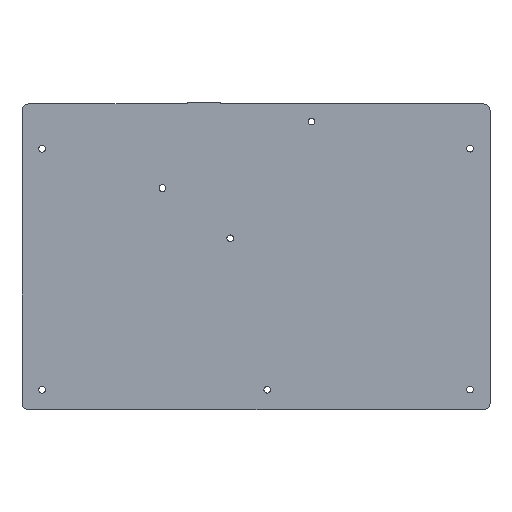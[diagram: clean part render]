
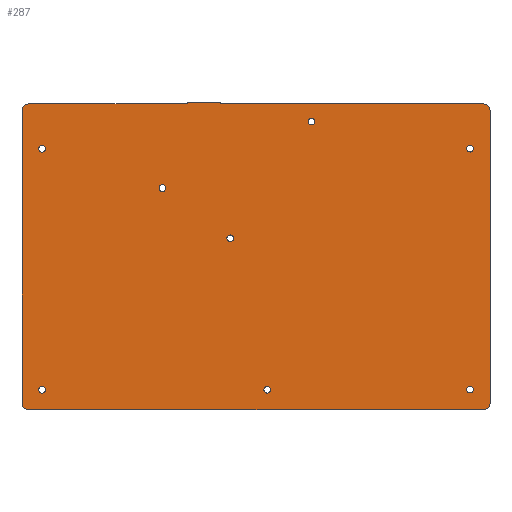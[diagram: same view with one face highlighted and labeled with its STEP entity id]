
A CAD part, top view. The second image highlights one B-rep face of the part: STEP entity #287.
In plain terms, the highlighted planar face has unit normal (0, 0, 1).
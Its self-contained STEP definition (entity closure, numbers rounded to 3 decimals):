
#27=CARTESIAN_POINT('',(181.09,90.075,-5.5));
#28=DIRECTION('',(0.,0.,-1.));
#29=DIRECTION('',(-1.,0.,0.));
#30=AXIS2_PLACEMENT_3D('',#27,#28,#29);
#31=PLANE('',#30);
#32=CARTESIAN_POINT('',(150.426,162.975,-5.5));
#33=VERTEX_POINT('',#32);
#34=CARTESIAN_POINT('',(151.32,163.775,-5.5));
#35=VERTEX_POINT('',#34);
#36=CARTESIAN_POINT('',(151.32,162.875,-5.5));
#37=DIRECTION('',(0.,0.,-1.));
#38=DIRECTION('',(-1.,0.,0.));
#39=AXIS2_PLACEMENT_3D('',#36,#37,#38);
#40=CIRCLE('',#39,0.9);
#41=EDGE_CURVE('',#33,#35,#40,.T.);
#42=ORIENTED_EDGE('',*,*,#41,.F.);
#43=CARTESIAN_POINT('',(79.89,162.975,-5.5));
#44=VERTEX_POINT('',#43);
#45=CARTESIAN_POINT('',(79.89,162.975,-5.5));
#46=DIRECTION('',(1.,0.,0.));
#47=VECTOR('',#46,70.535);
#48=LINE('',#45,#47);
#49=EDGE_CURVE('',#44,#33,#48,.T.);
#50=ORIENTED_EDGE('',*,*,#49,.F.);
#51=CARTESIAN_POINT('',(76.99,160.075,-5.5));
#52=VERTEX_POINT('',#51);
#53=CARTESIAN_POINT('',(79.89,160.075,-5.5));
#54=DIRECTION('',(0.,0.,-1.));
#55=DIRECTION('',(-1.,0.,0.));
#56=AXIS2_PLACEMENT_3D('',#53,#54,#55);
#57=CIRCLE('',#56,2.9);
#58=EDGE_CURVE('',#52,#44,#57,.T.);
#59=ORIENTED_EDGE('',*,*,#58,.F.);
#60=CARTESIAN_POINT('',(76.99,30.075,-5.5));
#61=VERTEX_POINT('',#60);
#62=CARTESIAN_POINT('',(76.99,30.075,-5.5));
#63=DIRECTION('',(-0.,1.,0.));
#64=VECTOR('',#63,130.);
#65=LINE('',#62,#64);
#66=EDGE_CURVE('',#61,#52,#65,.T.);
#67=ORIENTED_EDGE('',*,*,#66,.F.);
#68=CARTESIAN_POINT('',(79.89,27.175,-5.5));
#69=VERTEX_POINT('',#68);
#70=CARTESIAN_POINT('',(79.89,30.075,-5.5));
#71=DIRECTION('',(0.,0.,-1.));
#72=DIRECTION('',(-1.,0.,0.));
#73=AXIS2_PLACEMENT_3D('',#70,#71,#72);
#74=CIRCLE('',#73,2.9);
#75=EDGE_CURVE('',#69,#61,#74,.T.);
#76=ORIENTED_EDGE('',*,*,#75,.F.);
#77=CARTESIAN_POINT('',(281.89,27.175,-5.5));
#78=VERTEX_POINT('',#77);
#79=CARTESIAN_POINT('',(281.89,27.175,-5.5));
#80=DIRECTION('',(-1.,-0.,0.));
#81=VECTOR('',#80,202.);
#82=LINE('',#79,#81);
#83=EDGE_CURVE('',#78,#69,#82,.T.);
#84=ORIENTED_EDGE('',*,*,#83,.F.);
#85=CARTESIAN_POINT('',(284.79,30.075,-5.5));
#86=VERTEX_POINT('',#85);
#87=CARTESIAN_POINT('',(281.89,30.075,-5.5));
#88=DIRECTION('',(0.,0.,-1.));
#89=DIRECTION('',(-1.,0.,0.));
#90=AXIS2_PLACEMENT_3D('',#87,#88,#89);
#91=CIRCLE('',#90,2.9);
#92=EDGE_CURVE('',#86,#78,#91,.T.);
#93=ORIENTED_EDGE('',*,*,#92,.F.);
#94=CARTESIAN_POINT('',(284.79,160.075,-5.5));
#95=VERTEX_POINT('',#94);
#96=CARTESIAN_POINT('',(284.79,160.075,-5.5));
#97=DIRECTION('',(0.,-1.,0.));
#98=VECTOR('',#97,130.);
#99=LINE('',#96,#98);
#100=EDGE_CURVE('',#95,#86,#99,.T.);
#101=ORIENTED_EDGE('',*,*,#100,.F.);
#102=CARTESIAN_POINT('',(281.89,162.975,-5.5));
#103=VERTEX_POINT('',#102);
#104=CARTESIAN_POINT('',(281.89,160.075,-5.5));
#105=DIRECTION('',(0.,0.,-1.));
#106=DIRECTION('',(-1.,0.,0.));
#107=AXIS2_PLACEMENT_3D('',#104,#105,#106);
#108=CIRCLE('',#107,2.9);
#109=EDGE_CURVE('',#103,#95,#108,.T.);
#110=ORIENTED_EDGE('',*,*,#109,.F.);
#111=CARTESIAN_POINT('',(165.354,162.975,-5.5));
#112=VERTEX_POINT('',#111);
#113=CARTESIAN_POINT('',(165.354,162.975,-5.5));
#114=DIRECTION('',(1.,0.,0.));
#115=VECTOR('',#114,116.536);
#116=LINE('',#113,#115);
#117=EDGE_CURVE('',#112,#103,#116,.T.);
#118=ORIENTED_EDGE('',*,*,#117,.F.);
#119=CARTESIAN_POINT('',(164.46,163.775,-5.5));
#120=VERTEX_POINT('',#119);
#121=CARTESIAN_POINT('',(164.46,162.875,-5.5));
#122=DIRECTION('',(0.,0.,-1.));
#123=DIRECTION('',(-1.,0.,0.));
#124=AXIS2_PLACEMENT_3D('',#121,#122,#123);
#125=CIRCLE('',#124,0.9);
#126=EDGE_CURVE('',#120,#112,#125,.T.);
#127=ORIENTED_EDGE('',*,*,#126,.F.);
#128=CARTESIAN_POINT('',(151.32,163.775,-5.5));
#129=DIRECTION('',(1.,0.,0.));
#130=VECTOR('',#129,13.14);
#131=LINE('',#128,#130);
#132=EDGE_CURVE('',#35,#120,#131,.T.);
#133=ORIENTED_EDGE('',*,*,#132,.F.);
#134=EDGE_LOOP('',(#42,#50,#59,#67,#76,#84,#93,#101,#110,#118,#127,#133));
#135=FACE_BOUND('',#134,.T.);
#136=CARTESIAN_POINT('',(167.927,103.301,-5.5));
#137=VERTEX_POINT('',#136);
#138=CARTESIAN_POINT('',(170.927,103.301,-5.5));
#139=VERTEX_POINT('',#138);
#140=CARTESIAN_POINT('',(169.427,103.301,-5.5));
#141=DIRECTION('',(0.,0.,1.));
#142=DIRECTION('',(1.,0.,-0.));
#143=AXIS2_PLACEMENT_3D('',#140,#141,#142);
#144=CIRCLE('',#143,1.5);
#145=EDGE_CURVE('',#137,#139,#144,.T.);
#146=ORIENTED_EDGE('',*,*,#145,.F.);
#147=CARTESIAN_POINT('',(169.427,103.301,-5.5));
#148=DIRECTION('',(0.,0.,1.));
#149=DIRECTION('',(1.,0.,-0.));
#150=AXIS2_PLACEMENT_3D('',#147,#148,#149);
#151=CIRCLE('',#150,1.5);
#152=EDGE_CURVE('',#139,#137,#151,.T.);
#153=ORIENTED_EDGE('',*,*,#152,.F.);
#154=EDGE_LOOP('',(#146,#153));
#155=FACE_BOUND('',#154,.T.);
#156=CARTESIAN_POINT('',(184.39,36.078,-5.5));
#157=VERTEX_POINT('',#156);
#158=CARTESIAN_POINT('',(187.39,36.078,-5.5));
#159=VERTEX_POINT('',#158);
#160=CARTESIAN_POINT('',(185.89,36.078,-5.5));
#161=DIRECTION('',(0.,0.,1.));
#162=DIRECTION('',(1.,0.,-0.));
#163=AXIS2_PLACEMENT_3D('',#160,#161,#162);
#164=CIRCLE('',#163,1.5);
#165=EDGE_CURVE('',#157,#159,#164,.T.);
#166=ORIENTED_EDGE('',*,*,#165,.F.);
#167=CARTESIAN_POINT('',(185.89,36.078,-5.5));
#168=DIRECTION('',(0.,0.,1.));
#169=DIRECTION('',(1.,0.,-0.));
#170=AXIS2_PLACEMENT_3D('',#167,#168,#169);
#171=CIRCLE('',#170,1.5);
#172=EDGE_CURVE('',#159,#157,#171,.T.);
#173=ORIENTED_EDGE('',*,*,#172,.F.);
#174=EDGE_LOOP('',(#166,#173));
#175=FACE_BOUND('',#174,.T.);
#176=CARTESIAN_POINT('',(274.416,143.15,-5.5));
#177=VERTEX_POINT('',#176);
#178=CARTESIAN_POINT('',(277.416,143.15,-5.5));
#179=VERTEX_POINT('',#178);
#180=CARTESIAN_POINT('',(275.916,143.15,-5.5));
#181=DIRECTION('',(0.,0.,1.));
#182=DIRECTION('',(1.,0.,-0.));
#183=AXIS2_PLACEMENT_3D('',#180,#181,#182);
#184=CIRCLE('',#183,1.5);
#185=EDGE_CURVE('',#177,#179,#184,.T.);
#186=ORIENTED_EDGE('',*,*,#185,.F.);
#187=CARTESIAN_POINT('',(275.916,143.15,-5.5));
#188=DIRECTION('',(0.,0.,1.));
#189=DIRECTION('',(1.,0.,-0.));
#190=AXIS2_PLACEMENT_3D('',#187,#188,#189);
#191=CIRCLE('',#190,1.5);
#192=EDGE_CURVE('',#179,#177,#191,.T.);
#193=ORIENTED_EDGE('',*,*,#192,.F.);
#194=EDGE_LOOP('',(#186,#193));
#195=FACE_BOUND('',#194,.T.);
#196=CARTESIAN_POINT('',(204.052,155.15,-5.5));
#197=VERTEX_POINT('',#196);
#198=CARTESIAN_POINT('',(207.052,155.15,-5.5));
#199=VERTEX_POINT('',#198);
#200=CARTESIAN_POINT('',(205.552,155.15,-5.5));
#201=DIRECTION('',(0.,0.,1.));
#202=DIRECTION('',(1.,0.,-0.));
#203=AXIS2_PLACEMENT_3D('',#200,#201,#202);
#204=CIRCLE('',#203,1.5);
#205=EDGE_CURVE('',#197,#199,#204,.T.);
#206=ORIENTED_EDGE('',*,*,#205,.F.);
#207=CARTESIAN_POINT('',(205.552,155.15,-5.5));
#208=DIRECTION('',(0.,0.,1.));
#209=DIRECTION('',(1.,0.,-0.));
#210=AXIS2_PLACEMENT_3D('',#207,#208,#209);
#211=CIRCLE('',#210,1.5);
#212=EDGE_CURVE('',#199,#197,#211,.T.);
#213=ORIENTED_EDGE('',*,*,#212,.F.);
#214=EDGE_LOOP('',(#206,#213));
#215=FACE_BOUND('',#214,.T.);
#216=CARTESIAN_POINT('',(84.415,143.064,-5.5));
#217=VERTEX_POINT('',#216);
#218=CARTESIAN_POINT('',(87.415,143.064,-5.5));
#219=VERTEX_POINT('',#218);
#220=CARTESIAN_POINT('',(85.915,143.064,-5.5));
#221=DIRECTION('',(0.,0.,1.));
#222=DIRECTION('',(1.,0.,-0.));
#223=AXIS2_PLACEMENT_3D('',#220,#221,#222);
#224=CIRCLE('',#223,1.5);
#225=EDGE_CURVE('',#217,#219,#224,.T.);
#226=ORIENTED_EDGE('',*,*,#225,.F.);
#227=CARTESIAN_POINT('',(85.915,143.064,-5.5));
#228=DIRECTION('',(0.,0.,1.));
#229=DIRECTION('',(1.,0.,-0.));
#230=AXIS2_PLACEMENT_3D('',#227,#228,#229);
#231=CIRCLE('',#230,1.5);
#232=EDGE_CURVE('',#219,#217,#231,.T.);
#233=ORIENTED_EDGE('',*,*,#232,.F.);
#234=EDGE_LOOP('',(#226,#233));
#235=FACE_BOUND('',#234,.T.);
#236=CARTESIAN_POINT('',(84.415,36.064,-5.5));
#237=VERTEX_POINT('',#236);
#238=CARTESIAN_POINT('',(87.415,36.064,-5.5));
#239=VERTEX_POINT('',#238);
#240=CARTESIAN_POINT('',(85.915,36.064,-5.5));
#241=DIRECTION('',(0.,0.,1.));
#242=DIRECTION('',(1.,0.,-0.));
#243=AXIS2_PLACEMENT_3D('',#240,#241,#242);
#244=CIRCLE('',#243,1.5);
#245=EDGE_CURVE('',#237,#239,#244,.T.);
#246=ORIENTED_EDGE('',*,*,#245,.F.);
#247=CARTESIAN_POINT('',(85.915,36.064,-5.5));
#248=DIRECTION('',(0.,0.,1.));
#249=DIRECTION('',(1.,0.,-0.));
#250=AXIS2_PLACEMENT_3D('',#247,#248,#249);
#251=CIRCLE('',#250,1.5);
#252=EDGE_CURVE('',#239,#237,#251,.T.);
#253=ORIENTED_EDGE('',*,*,#252,.F.);
#254=EDGE_LOOP('',(#246,#253));
#255=FACE_BOUND('',#254,.T.);
#256=CARTESIAN_POINT('',(274.416,36.15,-5.5));
#257=VERTEX_POINT('',#256);
#258=CARTESIAN_POINT('',(277.416,36.15,-5.5));
#259=VERTEX_POINT('',#258);
#260=CARTESIAN_POINT('',(275.916,36.15,-5.5));
#261=DIRECTION('',(0.,0.,1.));
#262=DIRECTION('',(1.,0.,-0.));
#263=AXIS2_PLACEMENT_3D('',#260,#261,#262);
#264=CIRCLE('',#263,1.5);
#265=EDGE_CURVE('',#257,#259,#264,.T.);
#266=ORIENTED_EDGE('',*,*,#265,.F.);
#267=CARTESIAN_POINT('',(275.916,36.15,-5.5));
#268=DIRECTION('',(0.,0.,1.));
#269=DIRECTION('',(1.,0.,-0.));
#270=AXIS2_PLACEMENT_3D('',#267,#268,#269);
#271=CIRCLE('',#270,1.5);
#272=EDGE_CURVE('',#259,#257,#271,.T.);
#273=ORIENTED_EDGE('',*,*,#272,.F.);
#274=EDGE_LOOP('',(#266,#273));
#275=FACE_BOUND('',#274,.T.);
#276=CARTESIAN_POINT('',(137.827,125.6,-5.5));
#277=VERTEX_POINT('',#276);
#278=CARTESIAN_POINT('',(139.327,125.6,-5.5));
#279=DIRECTION('',(0.,0.,-1.));
#280=DIRECTION('',(-1.,0.,0.));
#281=AXIS2_PLACEMENT_3D('',#278,#279,#280);
#282=CIRCLE('',#281,1.5);
#283=EDGE_CURVE('',#277,#277,#282,.T.);
#284=ORIENTED_EDGE('',*,*,#283,.T.);
#285=EDGE_LOOP('',(#284));
#286=FACE_BOUND('',#285,.T.);
#287=ADVANCED_FACE('',(#135,#155,#175,#195,#215,#235,#255,#275,#286),#31,.F.);
